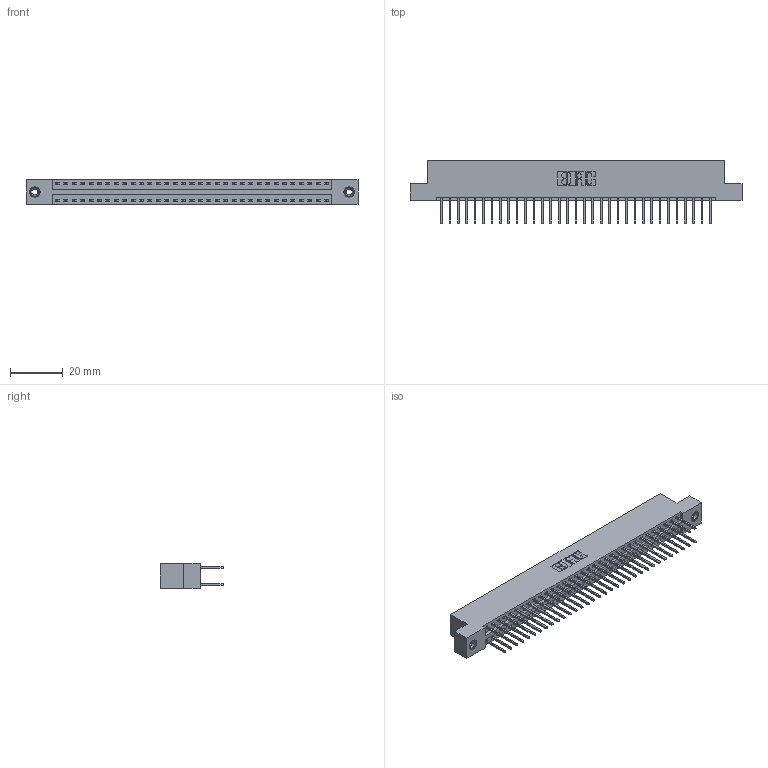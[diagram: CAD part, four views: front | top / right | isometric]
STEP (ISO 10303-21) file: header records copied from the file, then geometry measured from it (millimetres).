
FILE_DESCRIPTION (( 'STEP AP203' ), '1' );
FILE_NAME ('396-066-526-208.STEP', '2019-10-30T18:14:18', ( '' ), ( '' ), 'SwSTEP 2.0', 'SolidWorks 2016', '' );
FILE_SCHEMA (( 'CONFIG_CONTROL_DESIGN' ));
Length unit declared in the file: inch
Products named in the file (4): 345-250-001_345-250-003-102; 396-066-526-208; 345-292-001_345-293-126; 346 Part_Flush Mounting Lugs - 0.156 Dia-TI
Assembly tree (69 placements, depth 2):
  396-066-526-208
    346 Part_Flush Mounting Lugs - 0.156 Dia-TI
    345-292-001_345-293-126  x66
    345-250-001_345-250-003-102  x2
Bounding box: 125.35 x 24.13 x 9.4 mm (x, y, z)
Volume: 12254.9 mm3; surface area: 17208.2 mm2
Topology: 69 solids, 69 shells, 3614 faces, 10695 edges, 7034 vertices
Faces by surface type: plane 2418, cylinder 1180, cone 12, torus 4
Entity records: 23952 total; most frequent: CARTESIAN_POINT 3943, ORIENTED_EDGE 3870, DIRECTION 3553, EDGE_CURVE 1935, LINE 1651, VECTOR 1651, VERTEX_POINT 1284, AXIS2_PLACEMENT_3D 951
